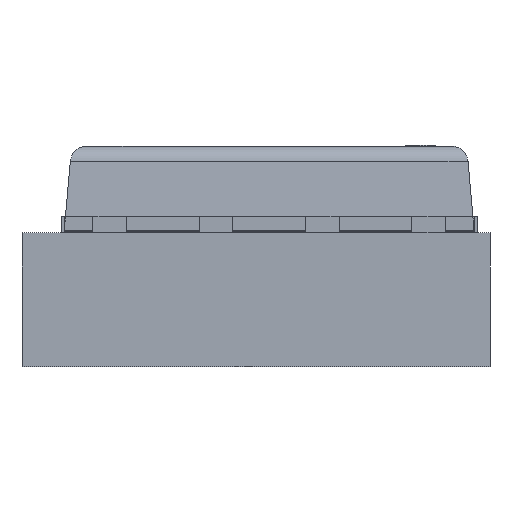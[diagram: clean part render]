
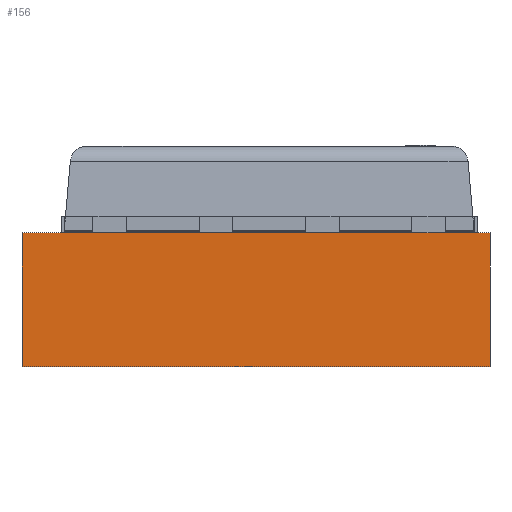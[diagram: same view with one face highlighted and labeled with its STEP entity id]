
A CAD part, front view. The second image highlights one B-rep face of the part: STEP entity #156.
In plain terms, the highlighted planar face has unit normal (0, -1, 0).
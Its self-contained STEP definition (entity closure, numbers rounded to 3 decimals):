
#131 = VERTEX_POINT('',#132);
#132 = CARTESIAN_POINT('',(5.607,-12.87,1.6)
  );
#138 = EDGE_CURVE('',#139,#131,#141,.T.);
#139 = VERTEX_POINT('',#140);
#140 = CARTESIAN_POINT('',(5.607,-12.87,0.));
#141 = LINE('',#142,#143);
#142 = CARTESIAN_POINT('',(5.607,-12.87,0.));
#143 = VECTOR('',#144,1.);
#144 = DIRECTION('',(0.,0.,1.));
#156 = ADVANCED_FACE('',(#157),#182,.T.);
#157 = FACE_BOUND('',#158,.T.);
#158 = EDGE_LOOP('',(#159,#160,#168,#176));
#159 = ORIENTED_EDGE('',*,*,#138,.T.);
#160 = ORIENTED_EDGE('',*,*,#161,.T.);
#161 = EDGE_CURVE('',#131,#162,#164,.T.);
#162 = VERTEX_POINT('',#163);
#163 = CARTESIAN_POINT('',(0.013,-12.87,
    1.6));
#164 = LINE('',#165,#166);
#165 = CARTESIAN_POINT('',(5.607,-12.87,1.6)
  );
#166 = VECTOR('',#167,1.);
#167 = DIRECTION('',(-1.,0.,0.));
#168 = ORIENTED_EDGE('',*,*,#169,.F.);
#169 = EDGE_CURVE('',#170,#162,#172,.T.);
#170 = VERTEX_POINT('',#171);
#171 = CARTESIAN_POINT('',(0.013,-12.87,0.));
#172 = LINE('',#173,#174);
#173 = CARTESIAN_POINT('',(0.013,-12.87,0.));
#174 = VECTOR('',#175,1.);
#175 = DIRECTION('',(0.,0.,1.));
#176 = ORIENTED_EDGE('',*,*,#177,.F.);
#177 = EDGE_CURVE('',#139,#170,#178,.T.);
#178 = LINE('',#179,#180);
#179 = CARTESIAN_POINT('',(5.607,-12.87,0.));
#180 = VECTOR('',#181,1.);
#181 = DIRECTION('',(-1.,0.,0.));
#182 = PLANE('',#183);
#183 = AXIS2_PLACEMENT_3D('',#184,#185,#186);
#184 = CARTESIAN_POINT('',(5.607,-12.87,0.));
#185 = DIRECTION('',(0.,-1.,0.));
#186 = DIRECTION('',(-1.,0.,0.));
